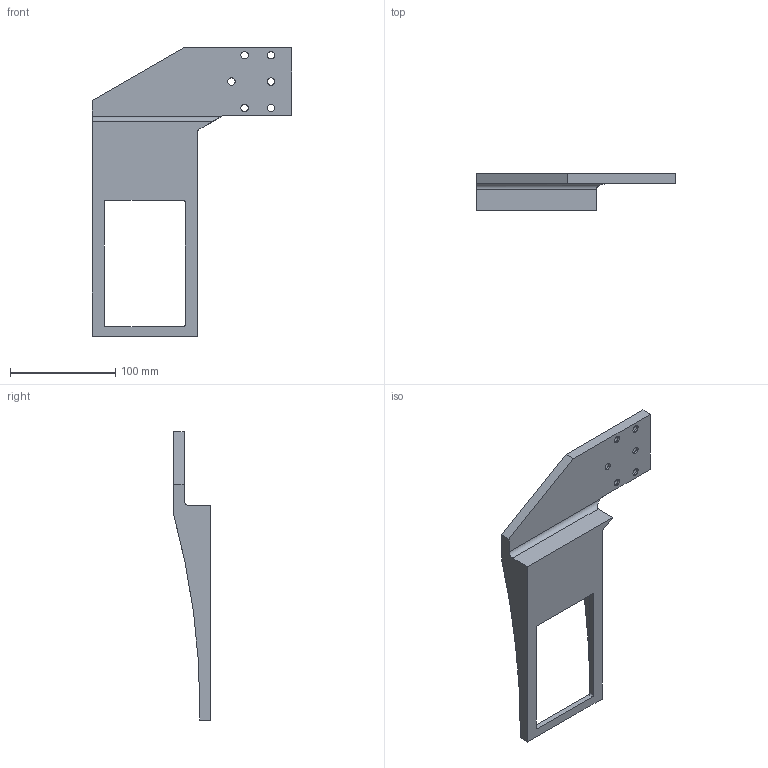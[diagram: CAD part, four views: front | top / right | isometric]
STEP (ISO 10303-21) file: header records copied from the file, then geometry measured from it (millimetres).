
FILE_DESCRIPTION(/* description */ ('STEP AP242','CAx-IF Rec.Pracs.---Representation and Presentation of Product Manufacturing Information (PMI)---4.0---2014-10-13','CAx-IF Rec.Pracs.---3D Tessellated Geometry---0.4---2014-09-14','2;1'),/* implementation_level */ '2;1');
FILE_NAME(/* name */ '68375517cdfa7f1ad84fd808',/* time_stamp */ '2025-05-28T18:25:27Z',/* author */ (''),/* organization */ (''),/* preprocessor_version */ 'ST-DEVELOPER v20',/* originating_system */ 'ONSHAPE BY PTC INC, 1.198',/* authorisation */ ' ');
FILE_SCHEMA (('AP242_MANAGED_MODEL_BASED_3D_ENGINEERING_MIM_LF { 1 0 10303 442 1 1 4 }'));
Length unit declared in the file: metre
Products named in the file (1): 300-000073 - Plate Chiller Arm
Bounding box: 190 x 35 x 273.93 mm (x, y, z)
Volume: 244347.4 mm3; surface area: 73595.2 mm2
Topology: 1 solids, 1 shells, 108 faces, 295 edges, 195 vertices
Faces by surface type: plane 59, cylinder 43, torus 6
Full cylindrical faces by diameter (mm): 2.375 x3, 7 x6, 11 x6
Entity records: 3348 total; most frequent: CARTESIAN_POINT 585, DIRECTION 578, ORIENTED_EDGE 542, EDGE_CURVE 271, AXIS2_PLACEMENT_3D 203, VERTEX_POINT 186, LINE 172, VECTOR 172
